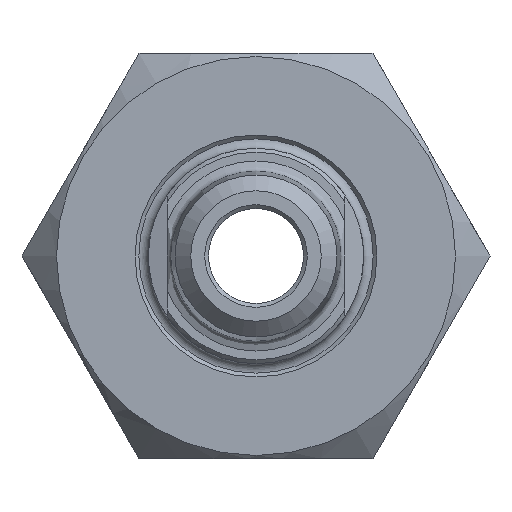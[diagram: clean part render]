
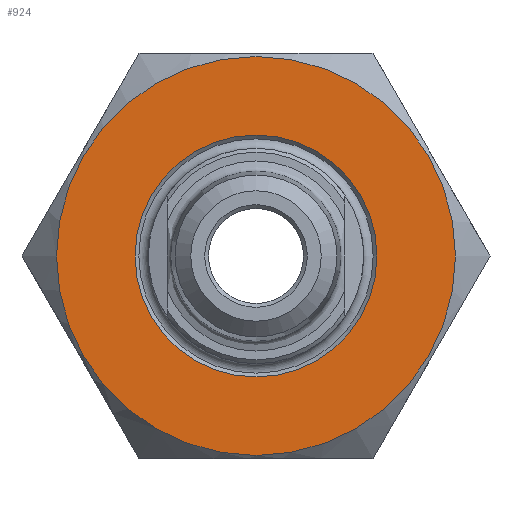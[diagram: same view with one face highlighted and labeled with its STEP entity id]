
A CAD part, left-side view. The second image highlights one B-rep face of the part: STEP entity #924.
In plain terms, the highlighted planar face has unit normal (-1, 0, 0).
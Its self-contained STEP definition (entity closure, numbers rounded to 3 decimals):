
#51=FACE_BOUND('',#154,.T.);
#66=PLANE('',#1064);
#96=FACE_OUTER_BOUND('',#153,.T.);
#153=EDGE_LOOP('',(#667));
#154=EDGE_LOOP('',(#668));
#323=CIRCLE('',#1045,15.75);
#330=CIRCLE('',#1059,9.55);
#399=VERTEX_POINT('',#1536);
#405=VERTEX_POINT('',#1562);
#492=EDGE_CURVE('',#399,#399,#323,.T.);
#504=EDGE_CURVE('',#405,#405,#330,.T.);
#667=ORIENTED_EDGE('',*,*,#492,.T.);
#668=ORIENTED_EDGE('',*,*,#504,.F.);
#924=ADVANCED_FACE('',(#96,#51),#66,.T.);
#1045=AXIS2_PLACEMENT_3D('',#1538,#1183,#1184);
#1059=AXIS2_PLACEMENT_3D('',#1563,#1216,#1217);
#1064=AXIS2_PLACEMENT_3D('',#1573,#1228,#1229);
#1183=DIRECTION('center_axis',(-1.,0.,0.));
#1184=DIRECTION('ref_axis',(0.,1.,0.));
#1216=DIRECTION('center_axis',(-1.,0.,0.));
#1217=DIRECTION('ref_axis',(0.,0.,-1.));
#1228=DIRECTION('center_axis',(-1.,0.,0.));
#1229=DIRECTION('ref_axis',(0.,0.,1.));
#1536=CARTESIAN_POINT('',(-13.5,-15.75,0.));
#1538=CARTESIAN_POINT('Origin',(-13.5,0.,0.));
#1562=CARTESIAN_POINT('',(-13.5,0.,9.55));
#1563=CARTESIAN_POINT('Origin',(-13.5,0.,0.));
#1573=CARTESIAN_POINT('Origin',(-13.5,0.,0.));
